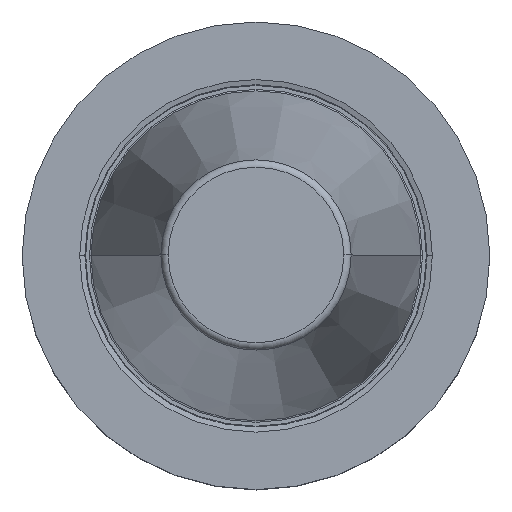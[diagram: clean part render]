
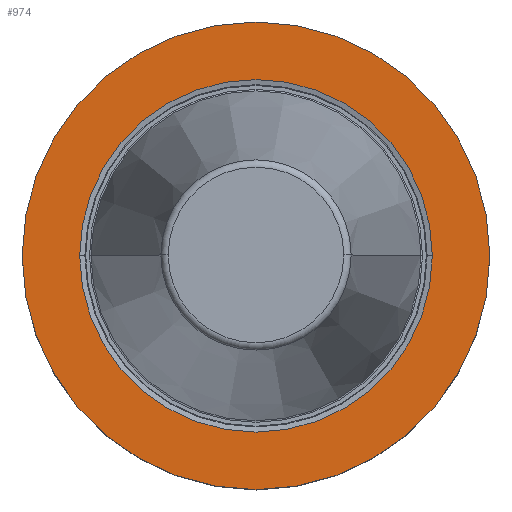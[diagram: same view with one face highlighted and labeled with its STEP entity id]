
A CAD part, top view. The second image highlights one B-rep face of the part: STEP entity #974.
In plain terms, the highlighted planar face has unit normal (0, 0, 1).
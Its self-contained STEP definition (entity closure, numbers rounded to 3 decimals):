
#113=CARTESIAN_POINT('',(0.,0.,-2.));
#114=DIRECTION('',(0.,0.,-1.));
#115=DIRECTION('',(1.,0.,0.));
#116=AXIS2_PLACEMENT_3D('',#113,#114,#115);
#121=CARTESIAN_POINT('',(0.,0.,-2.));
#122=DIRECTION('',(0.,0.,1.));
#123=DIRECTION('',(1.,0.,0.));
#124=AXIS2_PLACEMENT_3D('',#121,#122,#123);
#129=CARTESIAN_POINT('',(0.,0.,-2.));
#130=DIRECTION('',(0.,0.,1.));
#131=DIRECTION('',(1.,0.,0.));
#132=AXIS2_PLACEMENT_3D('',#129,#130,#131);
#137=CARTESIAN_POINT('',(0.,0.,-2.));
#138=DIRECTION('',(0.,0.,1.));
#139=DIRECTION('',(-1.,0.,0.));
#140=AXIS2_PLACEMENT_3D('',#137,#138,#139);
#799=CARTESIAN_POINT('',(31.5,0.,-2.));
#800=CARTESIAN_POINT('',(-31.5,0.,-2.));
#801=VERTEX_POINT('',#799);
#802=VERTEX_POINT('',#800);
#861=CARTESIAN_POINT('',(23.746,0.,-2.));
#862=VERTEX_POINT('',#861);
#865=CARTESIAN_POINT('',(-23.746,0.,-2.));
#866=VERTEX_POINT('',#865);
#959=CARTESIAN_POINT('',(0.,0.,-2.));
#960=DIRECTION('',(0.,0.,-1.));
#961=DIRECTION('',(-1.,0.,0.));
#962=AXIS2_PLACEMENT_3D('',#959,#960,#961);
#963=PLANE('',#962);
#964=ORIENTED_EDGE('',*,*,#880,.T.);
#965=ORIENTED_EDGE('',*,*,#939,.F.);
#966=EDGE_LOOP('',(#964,#965));
#967=FACE_OUTER_BOUND('',#966,.F.);
#969=ORIENTED_EDGE('',*,*,#968,.T.);
#971=ORIENTED_EDGE('',*,*,#970,.T.);
#972=EDGE_LOOP('',(#969,#971));
#973=FACE_BOUND('',#972,.F.);
#974=ADVANCED_FACE('',(#967,#973),#963,.F.);
#117=CIRCLE('',#116,31.5);
#125=CIRCLE('',#124,31.5);
#133=CIRCLE('',#132,23.746);
#141=CIRCLE('',#140,23.746);
#880=EDGE_CURVE('',#801,#802,#117,.T.);
#939=EDGE_CURVE('',#801,#802,#125,.T.);
#968=EDGE_CURVE('',#862,#866,#133,.T.);
#970=EDGE_CURVE('',#866,#862,#141,.T.);
